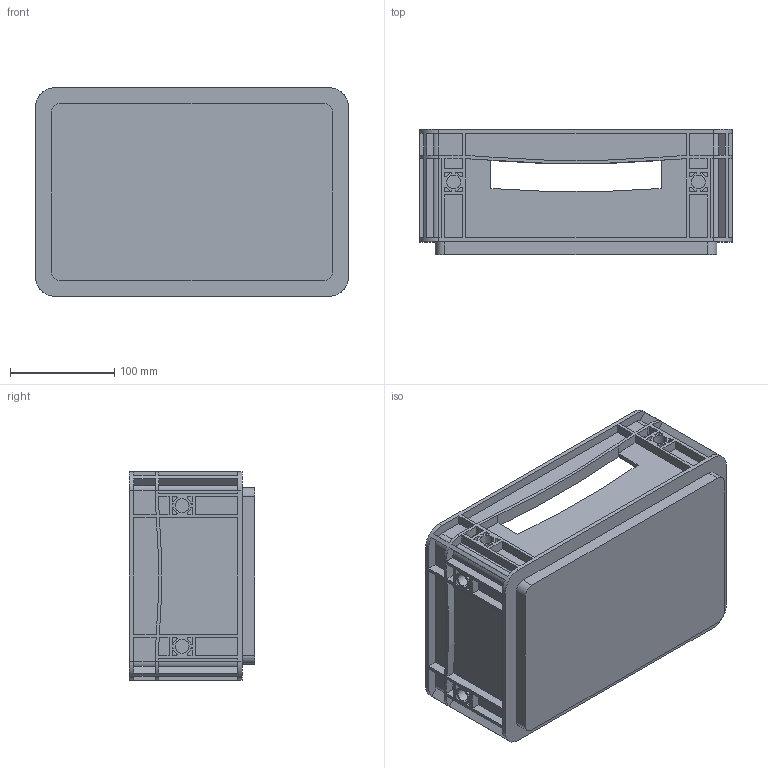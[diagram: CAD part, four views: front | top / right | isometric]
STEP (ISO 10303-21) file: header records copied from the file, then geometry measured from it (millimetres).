
FILE_DESCRIPTION (( 'STEP AP214' ), '1' );
FILE_NAME ('30 x 20 x 12 - EG 32-12 HG HO (Long side opend) [similar].STEP', '2022-04-22T08:41:35', ( '' ), ( '' ), 'SwSTEP 2.0', 'SolidWorks 2021', '' );
FILE_SCHEMA (( 'AUTOMOTIVE_DESIGN' ));
Length unit declared in the file: millimetre
Products named in the file (1): 30 x 20 x 12 - EG 32-12 HG HO (Long side opend) [similar]
Bounding box: 300 x 120 x 200 mm (x, y, z)
Volume: 745129.6 mm3; surface area: 388523.2 mm2
Topology: 1 solids, 1 shells, 527 faces, 1376 edges, 916 vertices
Faces by surface type: plane 349, cylinder 178
Entity records: 16248 total; most frequent: DIRECTION 2820, CARTESIAN_POINT 2820, ORIENTED_EDGE 2752, EDGE_CURVE 1376, LINE 988, VECTOR 988, AXIS2_PLACEMENT_3D 916, VERTEX_POINT 916
